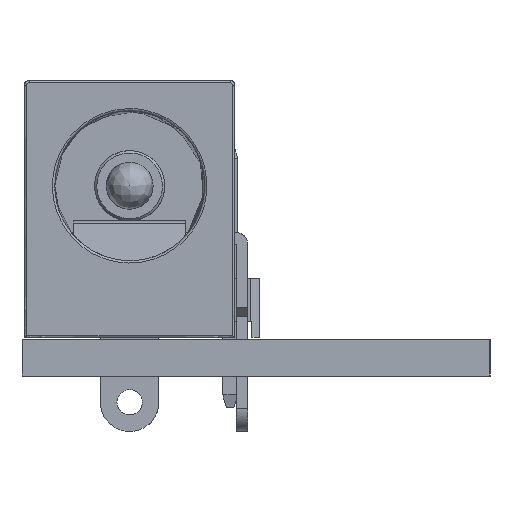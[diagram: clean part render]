
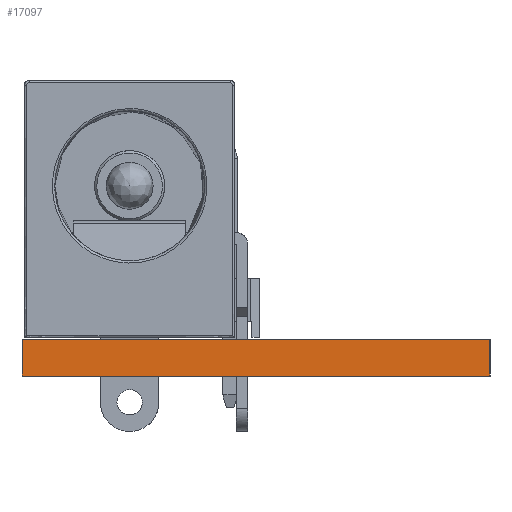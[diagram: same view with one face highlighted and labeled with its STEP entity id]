
A CAD part, left-side view. The second image highlights one B-rep face of the part: STEP entity #17097.
In plain terms, the highlighted planar face has unit normal (-1, 0, 0).
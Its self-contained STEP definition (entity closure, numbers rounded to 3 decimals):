
#16916 = PLANE('',#16917);
#16917 = AXIS2_PLACEMENT_3D('',#16918,#16919,#16920);
#16918 = CARTESIAN_POINT('',(80.,-60.,0.));
#16919 = DIRECTION('',(0.,-1.,0.));
#16920 = DIRECTION('',(-1.,0.,0.));
#16941 = VERTEX_POINT('',#16942);
#16942 = CARTESIAN_POINT('',(60.,-60.,1.58));
#16956 = PLANE('',#16957);
#16957 = AXIS2_PLACEMENT_3D('',#16958,#16959,#16960);
#16958 = CARTESIAN_POINT('',(70.,-50.,1.58));
#16959 = DIRECTION('',(-0.,-0.,-1.));
#16960 = DIRECTION('',(-1.,0.,0.));
#16968 = EDGE_CURVE('',#16969,#16941,#16971,.T.);
#16969 = VERTEX_POINT('',#16970);
#16970 = CARTESIAN_POINT('',(60.,-60.,0.));
#16971 = SURFACE_CURVE('',#16972,(#16976,#16983),.PCURVE_S1.);
#16972 = LINE('',#16973,#16974);
#16973 = CARTESIAN_POINT('',(60.,-60.,0.));
#16974 = VECTOR('',#16975,1.);
#16975 = DIRECTION('',(0.,0.,1.));
#16976 = PCURVE('',#16916,#16977);
#16977 = DEFINITIONAL_REPRESENTATION('',(#16978),#16982);
#16978 = LINE('',#16979,#16980);
#16979 = CARTESIAN_POINT('',(20.,0.));
#16980 = VECTOR('',#16981,1.);
#16981 = DIRECTION('',(0.,-1.));
#16982 = ( GEOMETRIC_REPRESENTATION_CONTEXT(2) 
PARAMETRIC_REPRESENTATION_CONTEXT() REPRESENTATION_CONTEXT('2D SPACE',''
  ) );
#16983 = PCURVE('',#16984,#16989);
#16984 = PLANE('',#16985);
#16985 = AXIS2_PLACEMENT_3D('',#16986,#16987,#16988);
#16986 = CARTESIAN_POINT('',(60.,-60.,0.));
#16987 = DIRECTION('',(-1.,0.,0.));
#16988 = DIRECTION('',(0.,1.,0.));
#16989 = DEFINITIONAL_REPRESENTATION('',(#16990),#16994);
#16990 = LINE('',#16991,#16992);
#16991 = CARTESIAN_POINT('',(0.,0.));
#16992 = VECTOR('',#16993,1.);
#16993 = DIRECTION('',(0.,-1.));
#16994 = ( GEOMETRIC_REPRESENTATION_CONTEXT(2) 
PARAMETRIC_REPRESENTATION_CONTEXT() REPRESENTATION_CONTEXT('2D SPACE',''
  ) );
#17010 = PLANE('',#17011);
#17011 = AXIS2_PLACEMENT_3D('',#17012,#17013,#17014);
#17012 = CARTESIAN_POINT('',(70.,-50.,0.));
#17013 = DIRECTION('',(-0.,-0.,-1.));
#17014 = DIRECTION('',(-1.,0.,0.));
#17043 = PLANE('',#17044);
#17044 = AXIS2_PLACEMENT_3D('',#17045,#17046,#17047);
#17045 = CARTESIAN_POINT('',(60.,-40.,0.));
#17046 = DIRECTION('',(0.,1.,0.));
#17047 = DIRECTION('',(1.,0.,0.));
#17097 = ADVANCED_FACE('',(#17098),#16984,.T.);
#17098 = FACE_BOUND('',#17099,.T.);
#17099 = EDGE_LOOP('',(#17100,#17101,#17124,#17147));
#17100 = ORIENTED_EDGE('',*,*,#16968,.T.);
#17101 = ORIENTED_EDGE('',*,*,#17102,.T.);
#17102 = EDGE_CURVE('',#16941,#17103,#17105,.T.);
#17103 = VERTEX_POINT('',#17104);
#17104 = CARTESIAN_POINT('',(60.,-40.,1.58));
#17105 = SURFACE_CURVE('',#17106,(#17110,#17117),.PCURVE_S1.);
#17106 = LINE('',#17107,#17108);
#17107 = CARTESIAN_POINT('',(60.,-60.,1.58));
#17108 = VECTOR('',#17109,1.);
#17109 = DIRECTION('',(0.,1.,0.));
#17110 = PCURVE('',#16984,#17111);
#17111 = DEFINITIONAL_REPRESENTATION('',(#17112),#17116);
#17112 = LINE('',#17113,#17114);
#17113 = CARTESIAN_POINT('',(0.,-1.58));
#17114 = VECTOR('',#17115,1.);
#17115 = DIRECTION('',(1.,0.));
#17116 = ( GEOMETRIC_REPRESENTATION_CONTEXT(2) 
PARAMETRIC_REPRESENTATION_CONTEXT() REPRESENTATION_CONTEXT('2D SPACE',''
  ) );
#17117 = PCURVE('',#16956,#17118);
#17118 = DEFINITIONAL_REPRESENTATION('',(#17119),#17123);
#17119 = LINE('',#17120,#17121);
#17120 = CARTESIAN_POINT('',(10.,-10.));
#17121 = VECTOR('',#17122,1.);
#17122 = DIRECTION('',(0.,1.));
#17123 = ( GEOMETRIC_REPRESENTATION_CONTEXT(2) 
PARAMETRIC_REPRESENTATION_CONTEXT() REPRESENTATION_CONTEXT('2D SPACE',''
  ) );
#17124 = ORIENTED_EDGE('',*,*,#17125,.F.);
#17125 = EDGE_CURVE('',#17126,#17103,#17128,.T.);
#17126 = VERTEX_POINT('',#17127);
#17127 = CARTESIAN_POINT('',(60.,-40.,0.));
#17128 = SURFACE_CURVE('',#17129,(#17133,#17140),.PCURVE_S1.);
#17129 = LINE('',#17130,#17131);
#17130 = CARTESIAN_POINT('',(60.,-40.,0.));
#17131 = VECTOR('',#17132,1.);
#17132 = DIRECTION('',(0.,0.,1.));
#17133 = PCURVE('',#16984,#17134);
#17134 = DEFINITIONAL_REPRESENTATION('',(#17135),#17139);
#17135 = LINE('',#17136,#17137);
#17136 = CARTESIAN_POINT('',(20.,0.));
#17137 = VECTOR('',#17138,1.);
#17138 = DIRECTION('',(0.,-1.));
#17139 = ( GEOMETRIC_REPRESENTATION_CONTEXT(2) 
PARAMETRIC_REPRESENTATION_CONTEXT() REPRESENTATION_CONTEXT('2D SPACE',''
  ) );
#17140 = PCURVE('',#17043,#17141);
#17141 = DEFINITIONAL_REPRESENTATION('',(#17142),#17146);
#17142 = LINE('',#17143,#17144);
#17143 = CARTESIAN_POINT('',(0.,0.));
#17144 = VECTOR('',#17145,1.);
#17145 = DIRECTION('',(0.,-1.));
#17146 = ( GEOMETRIC_REPRESENTATION_CONTEXT(2) 
PARAMETRIC_REPRESENTATION_CONTEXT() REPRESENTATION_CONTEXT('2D SPACE',''
  ) );
#17147 = ORIENTED_EDGE('',*,*,#17148,.F.);
#17148 = EDGE_CURVE('',#16969,#17126,#17149,.T.);
#17149 = SURFACE_CURVE('',#17150,(#17154,#17161),.PCURVE_S1.);
#17150 = LINE('',#17151,#17152);
#17151 = CARTESIAN_POINT('',(60.,-60.,0.));
#17152 = VECTOR('',#17153,1.);
#17153 = DIRECTION('',(0.,1.,0.));
#17154 = PCURVE('',#16984,#17155);
#17155 = DEFINITIONAL_REPRESENTATION('',(#17156),#17160);
#17156 = LINE('',#17157,#17158);
#17157 = CARTESIAN_POINT('',(0.,0.));
#17158 = VECTOR('',#17159,1.);
#17159 = DIRECTION('',(1.,0.));
#17160 = ( GEOMETRIC_REPRESENTATION_CONTEXT(2) 
PARAMETRIC_REPRESENTATION_CONTEXT() REPRESENTATION_CONTEXT('2D SPACE',''
  ) );
#17161 = PCURVE('',#17010,#17162);
#17162 = DEFINITIONAL_REPRESENTATION('',(#17163),#17167);
#17163 = LINE('',#17164,#17165);
#17164 = CARTESIAN_POINT('',(10.,-10.));
#17165 = VECTOR('',#17166,1.);
#17166 = DIRECTION('',(0.,1.));
#17167 = ( GEOMETRIC_REPRESENTATION_CONTEXT(2) 
PARAMETRIC_REPRESENTATION_CONTEXT() REPRESENTATION_CONTEXT('2D SPACE',''
  ) );
